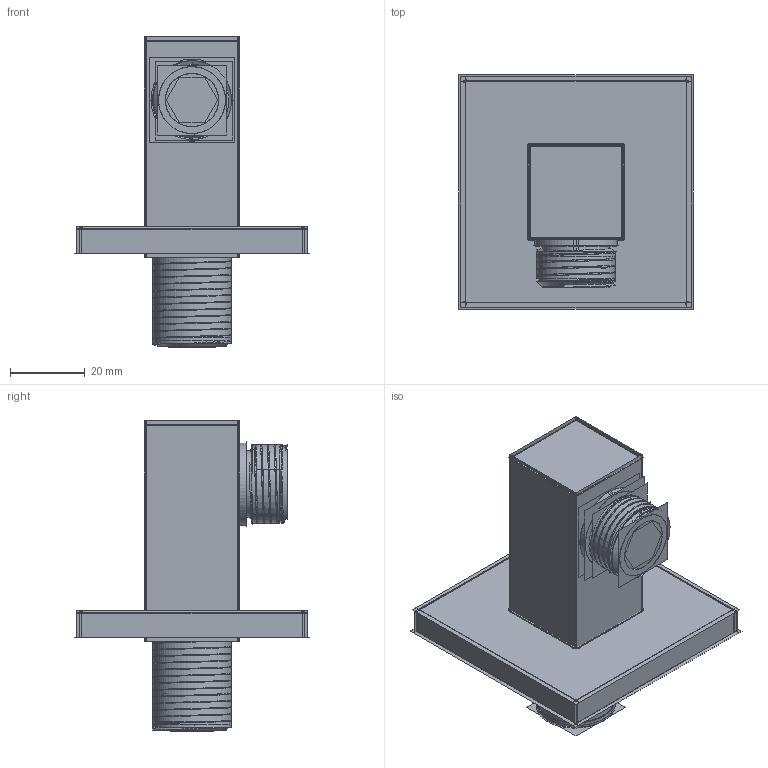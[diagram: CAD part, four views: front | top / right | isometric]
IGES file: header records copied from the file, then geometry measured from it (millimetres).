
Start section:  PTC IGES file: FFAS9142.igs
Global section: file name: FFAS9142.igs; native system: Creo Parametric by PTC Inc.; preprocessor: 2014440; author: 10114277; organization: Unknown; date: 20170418.182327; units: millimetre
Bounding box: 62.92 x 62.92 x 83.14 mm (x, y, z)
Volume: 74340.2 mm3; surface area: 415346.3 mm2
Topology: 4 solids, 4 shells, 392 faces, 2623 edges, 3785 vertices
Faces by surface type: revolution 232, bspline 160
